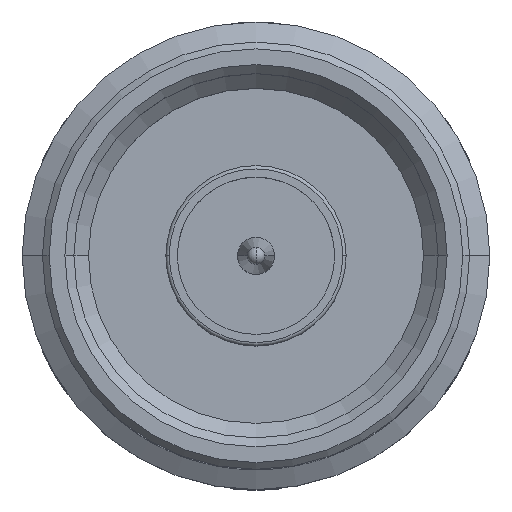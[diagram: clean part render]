
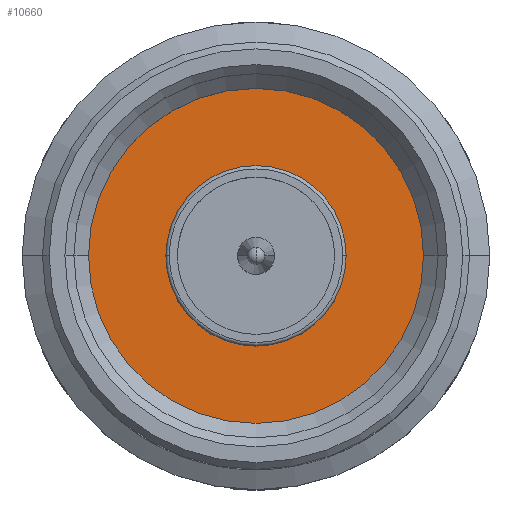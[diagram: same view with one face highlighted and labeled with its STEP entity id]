
A CAD part, top view. The second image highlights one B-rep face of the part: STEP entity #10660.
In plain terms, the highlighted planar face has unit normal (0, 0, 1).
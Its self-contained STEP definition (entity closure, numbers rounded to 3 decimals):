
#184 = EDGE_LOOP ( 'NONE', ( #8117, #14496 ) ) ;
#442 = DIRECTION ( 'NONE',  ( 1., 0., 0. ) ) ;
#1184 = AXIS2_PLACEMENT_3D ( 'NONE', #1734, #9711, #442 ) ;
#1188 = FACE_OUTER_BOUND ( 'NONE', #1537, .T. ) ;
#1537 = EDGE_LOOP ( 'NONE', ( #13806, #4607 ) ) ;
#1734 = CARTESIAN_POINT ( 'NONE',  ( 0., 0., -5.3 ) ) ;
#2330 = DIRECTION ( 'NONE',  ( 1., 0., 0. ) ) ;
#2344 = CARTESIAN_POINT ( 'NONE',  ( 7.45, 0., -5.3 ) ) ;
#2974 = EDGE_CURVE ( 'NONE', #4069, #13872, #14178, .T. ) ;
#3057 = AXIS2_PLACEMENT_3D ( 'NONE', #14335, #13347, #14382 ) ;
#3307 = EDGE_CURVE ( 'NONE', #3903, #12042, #8142, .T. ) ;
#3335 = EDGE_CURVE ( 'NONE', #13872, #4069, #8319, .T. ) ;
#3903 = VERTEX_POINT ( 'NONE', #2344 ) ;
#3924 = CARTESIAN_POINT ( 'NONE',  ( 4.01, 0., -5.3 ) ) ;
#3955 = DIRECTION ( 'NONE',  ( 1., 0., 0. ) ) ;
#4069 = VERTEX_POINT ( 'NONE', #3924 ) ;
#4192 = EDGE_CURVE ( 'NONE', #12042, #3903, #9665, .T. ) ;
#4607 = ORIENTED_EDGE ( 'NONE', *, *, #3307, .F. ) ;
#5548 = AXIS2_PLACEMENT_3D ( 'NONE', #12530, #11313, #12677 ) ;
#8117 = ORIENTED_EDGE ( 'NONE', *, *, #2974, .F. ) ;
#8139 = PLANE ( 'NONE',  #5548 ) ;
#8142 = CIRCLE ( 'NONE', #10055, 7.45 ) ;
#8319 = CIRCLE ( 'NONE', #1184, 4.01 ) ;
#8809 = AXIS2_PLACEMENT_3D ( 'NONE', #13732, #10360, #2330 ) ;
#9606 = DIRECTION ( 'NONE',  ( 0., 0., -1. ) ) ;
#9665 = CIRCLE ( 'NONE', #3057, 7.45 ) ;
#9711 = DIRECTION ( 'NONE',  ( 0., 0., 1. ) ) ;
#10055 = AXIS2_PLACEMENT_3D ( 'NONE', #10892, #9606, #3955 ) ;
#10360 = DIRECTION ( 'NONE',  ( 0., 0., 1. ) ) ;
#10660 = ADVANCED_FACE ( 'NONE', ( #11324, #1188 ), #8139, .T. ) ;
#10892 = CARTESIAN_POINT ( 'NONE',  ( 0., 0., -5.3 ) ) ;
#10985 = CARTESIAN_POINT ( 'NONE',  ( -7.45, 0., -5.3 ) ) ;
#11313 = DIRECTION ( 'NONE',  ( 0., 0., 1. ) ) ;
#11324 = FACE_BOUND ( 'NONE', #184, .T. ) ;
#12042 = VERTEX_POINT ( 'NONE', #10985 ) ;
#12417 = CARTESIAN_POINT ( 'NONE',  ( -4.01, 0., -5.3 ) ) ;
#12530 = CARTESIAN_POINT ( 'NONE',  ( 0., 0., -5.3 ) ) ;
#12677 = DIRECTION ( 'NONE',  ( 1., 0., 0. ) ) ;
#13347 = DIRECTION ( 'NONE',  ( 0., 0., -1. ) ) ;
#13732 = CARTESIAN_POINT ( 'NONE',  ( 0., 0., -5.3 ) ) ;
#13806 = ORIENTED_EDGE ( 'NONE', *, *, #4192, .F. ) ;
#13872 = VERTEX_POINT ( 'NONE', #12417 ) ;
#14178 = CIRCLE ( 'NONE', #8809, 4.01 ) ;
#14335 = CARTESIAN_POINT ( 'NONE',  ( 0., 0., -5.3 ) ) ;
#14382 = DIRECTION ( 'NONE',  ( 1., 0., 0. ) ) ;
#14496 = ORIENTED_EDGE ( 'NONE', *, *, #3335, .F. ) ;
